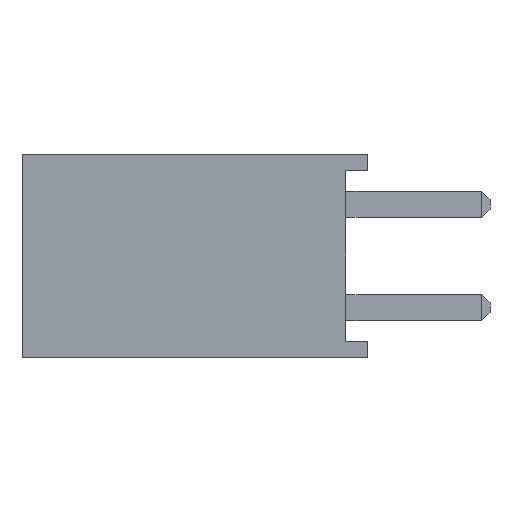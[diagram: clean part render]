
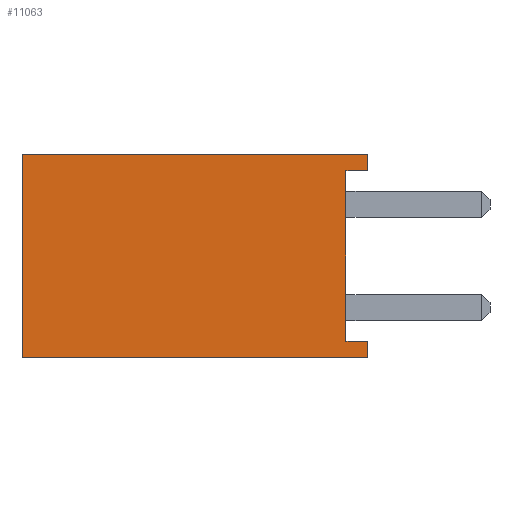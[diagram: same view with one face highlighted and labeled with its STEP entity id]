
A CAD part, left-side view. The second image highlights one B-rep face of the part: STEP entity #11063.
In plain terms, the highlighted planar face has unit normal (-1, 0, 0).
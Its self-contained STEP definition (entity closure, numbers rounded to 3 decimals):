
#384 = ORIENTED_EDGE ( 'NONE', *, *, #4533, .F. ) ;
#416 = DIRECTION ( 'NONE',  ( 1., 0., 0. ) ) ;
#431 = ORIENTED_EDGE ( 'NONE', *, *, #572, .T. ) ;
#535 = EDGE_CURVE ( 'NONE', #7731, #2173, #3654, .T. ) ;
#572 = EDGE_CURVE ( 'NONE', #7560, #7731, #7466, .T. ) ;
#590 = ORIENTED_EDGE ( 'NONE', *, *, #7707, .F. ) ;
#619 = EDGE_LOOP ( 'NONE', ( #6458, #3357, #9030, #590, #7765, #431, #9785, #384 ) ) ;
#1179 = EDGE_CURVE ( 'NONE', #6306, #3883, #1981, .T. ) ;
#1238 = DIRECTION ( 'NONE',  ( 0., 0., -1. ) ) ;
#1247 = VECTOR ( 'NONE', #7267, 1000. ) ;
#1315 = CARTESIAN_POINT ( 'NONE',  ( -1.27, 0.54, 2.1 ) ) ;
#1390 = DIRECTION ( 'NONE',  ( 0., -1., 0. ) ) ;
#1583 = LINE ( 'NONE', #2527, #4660 ) ;
#1981 = LINE ( 'NONE', #9486, #8586 ) ;
#2173 = VERTEX_POINT ( 'NONE', #10696 ) ;
#2175 = LINE ( 'NONE', #1315, #11415 ) ;
#2527 = CARTESIAN_POINT ( 'NONE',  ( -1.27, 8.5, 2.5 ) ) ;
#2637 = CARTESIAN_POINT ( 'NONE',  ( -1.27, 0., 2.1 ) ) ;
#2853 = VECTOR ( 'NONE', #4055, 1000. ) ;
#3357 = ORIENTED_EDGE ( 'NONE', *, *, #1179, .F. ) ;
#3654 = LINE ( 'NONE', #6283, #1247 ) ;
#3842 = VERTEX_POINT ( 'NONE', #7384 ) ;
#3883 = VERTEX_POINT ( 'NONE', #6624 ) ;
#3886 = CARTESIAN_POINT ( 'NONE',  ( -1.27, 8.5, -2.5 ) ) ;
#3887 = DIRECTION ( 'NONE',  ( 0., -1., 0. ) ) ;
#4055 = DIRECTION ( 'NONE',  ( 0., -1., 0. ) ) ;
#4122 = DIRECTION ( 'NONE',  ( 0., 1., 0. ) ) ;
#4123 = CARTESIAN_POINT ( 'NONE',  ( -1.27, 0., -2.1 ) ) ;
#4310 = AXIS2_PLACEMENT_3D ( 'NONE', #6732, #416, #5834 ) ;
#4533 = EDGE_CURVE ( 'NONE', #5921, #2173, #8342, .T. ) ;
#4660 = VECTOR ( 'NONE', #6154, 1000. ) ;
#5437 = LINE ( 'NONE', #11191, #10742 ) ;
#5608 = FACE_OUTER_BOUND ( 'NONE', #619, .T. ) ;
#5834 = DIRECTION ( 'NONE',  ( 0., 0., -1. ) ) ;
#5863 = CARTESIAN_POINT ( 'NONE',  ( -1.27, 0., 2.5 ) ) ;
#5896 = CARTESIAN_POINT ( 'NONE',  ( -1.27, 0.54, -2.1 ) ) ;
#5921 = VERTEX_POINT ( 'NONE', #5896 ) ;
#6104 = VERTEX_POINT ( 'NONE', #7780 ) ;
#6154 = DIRECTION ( 'NONE',  ( 0., 0., 1. ) ) ;
#6283 = CARTESIAN_POINT ( 'NONE',  ( -1.27, 0., 2.5 ) ) ;
#6306 = VERTEX_POINT ( 'NONE', #2637 ) ;
#6378 = VECTOR ( 'NONE', #7628, 1000. ) ;
#6458 = ORIENTED_EDGE ( 'NONE', *, *, #9841, .F. ) ;
#6624 = CARTESIAN_POINT ( 'NONE',  ( -1.27, 0.54, 2.1 ) ) ;
#6732 = CARTESIAN_POINT ( 'NONE',  ( -1.27, 8.5, 2.5 ) ) ;
#7267 = DIRECTION ( 'NONE',  ( 0., 0., 1. ) ) ;
#7384 = CARTESIAN_POINT ( 'NONE',  ( -1.27, 0., 2.5 ) ) ;
#7466 = LINE ( 'NONE', #11638, #10378 ) ;
#7560 = VERTEX_POINT ( 'NONE', #3886 ) ;
#7628 = DIRECTION ( 'NONE',  ( 0., 0., 1. ) ) ;
#7707 = EDGE_CURVE ( 'NONE', #6104, #3842, #5437, .T. ) ;
#7731 = VERTEX_POINT ( 'NONE', #10450 ) ;
#7765 = ORIENTED_EDGE ( 'NONE', *, *, #10091, .F. ) ;
#7780 = CARTESIAN_POINT ( 'NONE',  ( -1.27, 8.5, 2.5 ) ) ;
#8342 = LINE ( 'NONE', #4123, #2853 ) ;
#8586 = VECTOR ( 'NONE', #4122, 1000. ) ;
#9030 = ORIENTED_EDGE ( 'NONE', *, *, #9907, .T. ) ;
#9486 = CARTESIAN_POINT ( 'NONE',  ( -1.27, 0., 2.1 ) ) ;
#9785 = ORIENTED_EDGE ( 'NONE', *, *, #535, .T. ) ;
#9841 = EDGE_CURVE ( 'NONE', #3883, #5921, #2175, .T. ) ;
#9907 = EDGE_CURVE ( 'NONE', #6306, #3842, #10565, .T. ) ;
#10091 = EDGE_CURVE ( 'NONE', #7560, #6104, #1583, .T. ) ;
#10378 = VECTOR ( 'NONE', #3887, 1000. ) ;
#10450 = CARTESIAN_POINT ( 'NONE',  ( -1.27, 0., -2.5 ) ) ;
#10565 = LINE ( 'NONE', #5863, #6378 ) ;
#10696 = CARTESIAN_POINT ( 'NONE',  ( -1.27, 0., -2.1 ) ) ;
#10742 = VECTOR ( 'NONE', #1390, 1000. ) ;
#11063 = ADVANCED_FACE ( 'NONE', ( #5608 ), #11175, .F. ) ;
#11175 = PLANE ( 'NONE',  #4310 ) ;
#11191 = CARTESIAN_POINT ( 'NONE',  ( -1.27, 8.5, 2.5 ) ) ;
#11415 = VECTOR ( 'NONE', #1238, 1000. ) ;
#11638 = CARTESIAN_POINT ( 'NONE',  ( -1.27, 8.5, -2.5 ) ) ;
